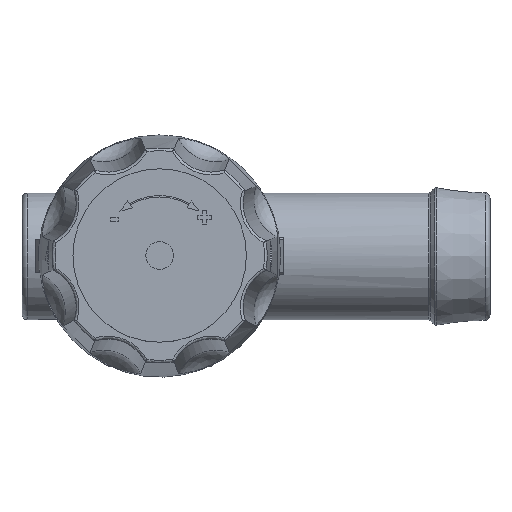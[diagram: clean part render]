
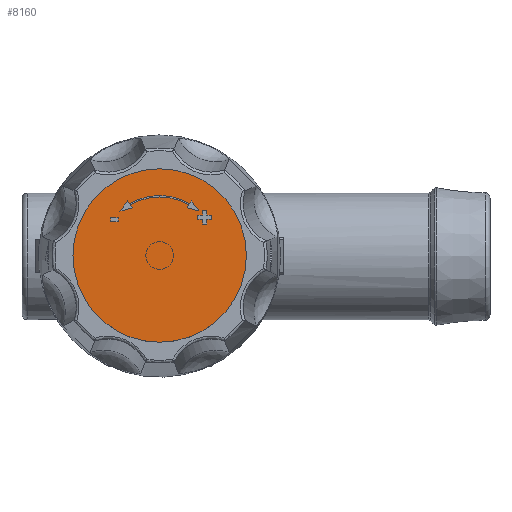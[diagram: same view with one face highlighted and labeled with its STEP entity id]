
A CAD part, top view. The second image highlights one B-rep face of the part: STEP entity #8160.
In plain terms, the highlighted planar face has unit normal (0, 0, 1).
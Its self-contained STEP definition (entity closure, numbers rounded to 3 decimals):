
#690=CIRCLE('',#8707,15.75);
#691=CIRCLE('',#8708,10.886);
#692=CIRCLE('',#8709,10.634);
#1932=ORIENTED_EDGE('',*,*,#2941,.T.);
#1933=ORIENTED_EDGE('',*,*,#2942,.T.);
#1934=ORIENTED_EDGE('',*,*,#2943,.T.);
#1935=ORIENTED_EDGE('',*,*,#2944,.T.);
#1936=ORIENTED_EDGE('',*,*,#2945,.T.);
#1937=ORIENTED_EDGE('',*,*,#2946,.T.);
#1938=ORIENTED_EDGE('',*,*,#2947,.T.);
#1939=ORIENTED_EDGE('',*,*,#2948,.T.);
#1940=ORIENTED_EDGE('',*,*,#2949,.T.);
#1941=ORIENTED_EDGE('',*,*,#2950,.T.);
#1942=ORIENTED_EDGE('',*,*,#2951,.T.);
#1943=ORIENTED_EDGE('',*,*,#2952,.T.);
#1944=ORIENTED_EDGE('',*,*,#2953,.T.);
#1945=ORIENTED_EDGE('',*,*,#2954,.T.);
#1946=ORIENTED_EDGE('',*,*,#2955,.T.);
#1947=ORIENTED_EDGE('',*,*,#2956,.T.);
#1948=ORIENTED_EDGE('',*,*,#2957,.T.);
#1949=ORIENTED_EDGE('',*,*,#2958,.F.);
#1950=ORIENTED_EDGE('',*,*,#2959,.F.);
#1951=ORIENTED_EDGE('',*,*,#2960,.F.);
#1952=ORIENTED_EDGE('',*,*,#2961,.F.);
#1953=ORIENTED_EDGE('',*,*,#2962,.F.);
#1954=ORIENTED_EDGE('',*,*,#2963,.F.);
#1955=ORIENTED_EDGE('',*,*,#2964,.F.);
#1956=ORIENTED_EDGE('',*,*,#2965,.F.);
#1957=ORIENTED_EDGE('',*,*,#2966,.F.);
#1958=ORIENTED_EDGE('',*,*,#2967,.F.);
#2941=EDGE_CURVE('',#3556,#3557,#3910,.T.);
#2942=EDGE_CURVE('',#3557,#3558,#3911,.T.);
#2943=EDGE_CURVE('',#3558,#3559,#3912,.T.);
#2944=EDGE_CURVE('',#3559,#3556,#3913,.T.);
#2945=EDGE_CURVE('',#3560,#3560,#690,.T.);
#2946=EDGE_CURVE('',#3561,#3562,#3914,.T.);
#2947=EDGE_CURVE('',#3562,#3563,#3915,.T.);
#2948=EDGE_CURVE('',#3563,#3564,#3916,.T.);
#2949=EDGE_CURVE('',#3564,#3565,#3917,.T.);
#2950=EDGE_CURVE('',#3565,#3566,#3918,.T.);
#2951=EDGE_CURVE('',#3566,#3567,#3919,.T.);
#2952=EDGE_CURVE('',#3567,#3568,#3920,.T.);
#2953=EDGE_CURVE('',#3568,#3569,#3921,.T.);
#2954=EDGE_CURVE('',#3569,#3570,#3922,.T.);
#2955=EDGE_CURVE('',#3570,#3571,#3923,.T.);
#2956=EDGE_CURVE('',#3571,#3572,#3924,.T.);
#2957=EDGE_CURVE('',#3572,#3561,#3925,.T.);
#2958=EDGE_CURVE('',#3573,#3574,#3926,.T.);
#2959=EDGE_CURVE('',#3575,#3573,#3927,.T.);
#2960=EDGE_CURVE('',#3576,#3575,#3928,.T.);
#2961=EDGE_CURVE('',#3577,#3576,#3929,.T.);
#2962=EDGE_CURVE('',#3578,#3577,#691,.T.);
#2963=EDGE_CURVE('',#3579,#3578,#3930,.T.);
#2964=EDGE_CURVE('',#3580,#3579,#3931,.T.);
#2965=EDGE_CURVE('',#3581,#3580,#3932,.T.);
#2966=EDGE_CURVE('',#3582,#3581,#3933,.T.);
#2967=EDGE_CURVE('',#3574,#3582,#692,.T.);
#3556=VERTEX_POINT('',#13132);
#3557=VERTEX_POINT('',#13133);
#3558=VERTEX_POINT('',#13135);
#3559=VERTEX_POINT('',#13137);
#3560=VERTEX_POINT('',#13140);
#3561=VERTEX_POINT('',#13142);
#3562=VERTEX_POINT('',#13143);
#3563=VERTEX_POINT('',#13145);
#3564=VERTEX_POINT('',#13147);
#3565=VERTEX_POINT('',#13149);
#3566=VERTEX_POINT('',#13151);
#3567=VERTEX_POINT('',#13153);
#3568=VERTEX_POINT('',#13155);
#3569=VERTEX_POINT('',#13157);
#3570=VERTEX_POINT('',#13159);
#3571=VERTEX_POINT('',#13161);
#3572=VERTEX_POINT('',#13163);
#3573=VERTEX_POINT('',#13166);
#3574=VERTEX_POINT('',#13167);
#3575=VERTEX_POINT('',#13169);
#3576=VERTEX_POINT('',#13171);
#3577=VERTEX_POINT('',#13173);
#3578=VERTEX_POINT('',#13175);
#3579=VERTEX_POINT('',#13177);
#3580=VERTEX_POINT('',#13179);
#3581=VERTEX_POINT('',#13181);
#3582=VERTEX_POINT('',#13183);
#3910=LINE('',#13131,#4218);
#3911=LINE('',#13134,#4219);
#3912=LINE('',#13136,#4220);
#3913=LINE('',#13138,#4221);
#3914=LINE('',#13141,#4222);
#3915=LINE('',#13144,#4223);
#3916=LINE('',#13146,#4224);
#3917=LINE('',#13148,#4225);
#3918=LINE('',#13150,#4226);
#3919=LINE('',#13152,#4227);
#3920=LINE('',#13154,#4228);
#3921=LINE('',#13156,#4229);
#3922=LINE('',#13158,#4230);
#3923=LINE('',#13160,#4231);
#3924=LINE('',#13162,#4232);
#3925=LINE('',#13164,#4233);
#3926=LINE('',#13165,#4234);
#3927=LINE('',#13168,#4235);
#3928=LINE('',#13170,#4236);
#3929=LINE('',#13172,#4237);
#3930=LINE('',#13176,#4238);
#3931=LINE('',#13178,#4239);
#3932=LINE('',#13180,#4240);
#3933=LINE('',#13182,#4241);
#4218=VECTOR('',#9969,1000.);
#4219=VECTOR('',#9970,1000.);
#4220=VECTOR('',#9971,1000.);
#4221=VECTOR('',#9972,1000.);
#4222=VECTOR('',#9975,1000.);
#4223=VECTOR('',#9976,1000.);
#4224=VECTOR('',#9977,1000.);
#4225=VECTOR('',#9978,1000.);
#4226=VECTOR('',#9979,1000.);
#4227=VECTOR('',#9980,1000.);
#4228=VECTOR('',#9981,1000.);
#4229=VECTOR('',#9982,1000.);
#4230=VECTOR('',#9983,1000.);
#4231=VECTOR('',#9984,1000.);
#4232=VECTOR('',#9985,1000.);
#4233=VECTOR('',#9986,1000.);
#4234=VECTOR('',#9987,1000.);
#4235=VECTOR('',#9988,1000.);
#4236=VECTOR('',#9989,1000.);
#4237=VECTOR('',#9990,1000.);
#4238=VECTOR('',#9993,1000.);
#4239=VECTOR('',#9994,1000.);
#4240=VECTOR('',#9995,1000.);
#4241=VECTOR('',#9996,1000.);
#4669=EDGE_LOOP('',(#1932,#1933,#1934,#1935));
#4670=EDGE_LOOP('',(#1936));
#4671=EDGE_LOOP('',(#1937,#1938,#1939,#1940,#1941,#1942,#1943,#1944,#1945,
#1946,#1947,#1948));
#4672=EDGE_LOOP('',(#1949,#1950,#1951,#1952,#1953,#1954,#1955,#1956,#1957,
#1958));
#5125=FACE_BOUND('',#4669,.T.);
#5126=FACE_BOUND('',#4670,.T.);
#5127=FACE_BOUND('',#4671,.T.);
#5128=FACE_BOUND('',#4672,.T.);
#5335=PLANE('',#8706);
#8160=ADVANCED_FACE('',(#5125,#5126,#5127,#5128),#5335,.T.);
#8706=AXIS2_PLACEMENT_3D('',#13130,#9967,#9968);
#8707=AXIS2_PLACEMENT_3D('',#13139,#9973,#9974);
#8708=AXIS2_PLACEMENT_3D('',#13174,#9991,#9992);
#8709=AXIS2_PLACEMENT_3D('',#13184,#9997,#9998);
#9967=DIRECTION('',(0.,0.,1.));
#9968=DIRECTION('',(0.,1.,0.));
#9969=DIRECTION('',(0.,1.,0.));
#9970=DIRECTION('',(1.,0.,0.));
#9971=DIRECTION('',(0.,-1.,0.));
#9972=DIRECTION('',(-1.,0.,0.));
#9973=DIRECTION('',(0.,0.,1.));
#9974=DIRECTION('',(0.,1.,0.));
#9975=DIRECTION('',(0.,1.,0.));
#9976=DIRECTION('',(1.,0.,0.));
#9977=DIRECTION('',(0.,1.,0.));
#9978=DIRECTION('',(1.,0.,0.));
#9979=DIRECTION('',(0.,-1.,0.));
#9980=DIRECTION('',(1.,0.,0.));
#9981=DIRECTION('',(0.,-1.,0.));
#9982=DIRECTION('',(-1.,0.,0.));
#9983=DIRECTION('',(0.,-1.,0.));
#9984=DIRECTION('',(-1.,0.,0.));
#9985=DIRECTION('',(0.,1.,0.));
#9986=DIRECTION('',(-1.,0.,0.));
#9987=DIRECTION('',(-0.542,0.84,0.));
#9988=DIRECTION('',(0.968,0.25,0.));
#9989=DIRECTION('',(-0.612,-0.791,0.));
#9990=DIRECTION('',(-0.542,0.84,0.));
#9991=DIRECTION('',(0.,0.,1.));
#9992=DIRECTION('',(1.,0.,0.));
#9993=DIRECTION('',(-0.542,-0.84,0.));
#9994=DIRECTION('',(-0.602,0.799,0.));
#9995=DIRECTION('',(0.97,-0.243,0.));
#9996=DIRECTION('',(-0.542,-0.84,0.));
#9997=DIRECTION('',(0.,0.,-1.));
#9998=DIRECTION('',(1.,0.,0.));
#13130=CARTESIAN_POINT('',(0.,15.75,126.3));
#13131=CARTESIAN_POINT('',(-8.905,6.157,126.3));
#13132=CARTESIAN_POINT('',(-8.905,6.157,126.3));
#13133=CARTESIAN_POINT('',(-8.905,6.879,126.3));
#13134=CARTESIAN_POINT('',(-8.905,6.879,126.3));
#13135=CARTESIAN_POINT('',(-7.55,6.879,126.3));
#13136=CARTESIAN_POINT('',(-7.55,6.879,126.3));
#13137=CARTESIAN_POINT('',(-7.55,6.157,126.3));
#13138=CARTESIAN_POINT('',(-7.55,6.157,126.3));
#13139=CARTESIAN_POINT('',(0.,0.,126.3));
#13140=CARTESIAN_POINT('',(0.,15.75,126.3));
#13141=CARTESIAN_POINT('',(6.914,6.599,126.3));
#13142=CARTESIAN_POINT('',(6.914,6.599,126.3));
#13143=CARTESIAN_POINT('',(6.914,7.341,126.3));
#13144=CARTESIAN_POINT('',(6.914,7.341,126.3));
#13145=CARTESIAN_POINT('',(7.791,7.341,126.3));
#13146=CARTESIAN_POINT('',(7.791,7.341,126.3));
#13147=CARTESIAN_POINT('',(7.791,8.222,126.3));
#13148=CARTESIAN_POINT('',(7.791,8.222,126.3));
#13149=CARTESIAN_POINT('',(8.53,8.222,126.3));
#13150=CARTESIAN_POINT('',(8.53,8.222,126.3));
#13151=CARTESIAN_POINT('',(8.53,7.341,126.3));
#13152=CARTESIAN_POINT('',(8.53,7.341,126.3));
#13153=CARTESIAN_POINT('',(9.411,7.341,126.3));
#13154=CARTESIAN_POINT('',(9.411,7.341,126.3));
#13155=CARTESIAN_POINT('',(9.411,6.599,126.3));
#13156=CARTESIAN_POINT('',(9.411,6.599,126.3));
#13157=CARTESIAN_POINT('',(8.53,6.599,126.3));
#13158=CARTESIAN_POINT('',(8.53,6.599,126.3));
#13159=CARTESIAN_POINT('',(8.53,5.722,126.3));
#13160=CARTESIAN_POINT('',(8.53,5.722,126.3));
#13161=CARTESIAN_POINT('',(7.791,5.722,126.3));
#13162=CARTESIAN_POINT('',(7.791,5.722,126.3));
#13163=CARTESIAN_POINT('',(7.791,6.599,126.3));
#13164=CARTESIAN_POINT('',(7.791,6.599,126.3));
#13165=CARTESIAN_POINT('',(-4.972,8.65,126.3));
#13166=CARTESIAN_POINT('',(-4.972,8.65,126.3));
#13167=CARTESIAN_POINT('',(-5.328,9.202,126.3));
#13168=CARTESIAN_POINT('',(-4.972,8.65,126.3));
#13169=CARTESIAN_POINT('',(-7.208,8.072,126.3));
#13170=CARTESIAN_POINT('',(-5.785,9.91,126.3));
#13171=CARTESIAN_POINT('',(-5.785,9.91,126.3));
#13172=CARTESIAN_POINT('',(-5.465,9.414,126.3));
#13173=CARTESIAN_POINT('',(-5.465,9.414,126.3));
#13174=CARTESIAN_POINT('',(0.,0.,126.3));
#13175=CARTESIAN_POINT('',(5.465,9.414,126.3));
#13176=CARTESIAN_POINT('',(5.465,9.414,126.3));
#13177=CARTESIAN_POINT('',(5.785,9.91,126.3));
#13178=CARTESIAN_POINT('',(5.785,9.91,126.3));
#13179=CARTESIAN_POINT('',(7.145,8.106,126.3));
#13180=CARTESIAN_POINT('',(4.972,8.65,126.3));
#13181=CARTESIAN_POINT('',(4.972,8.65,126.3));
#13182=CARTESIAN_POINT('',(4.972,8.65,126.3));
#13183=CARTESIAN_POINT('',(5.328,9.202,126.3));
#13184=CARTESIAN_POINT('',(0.,0.,126.3));
